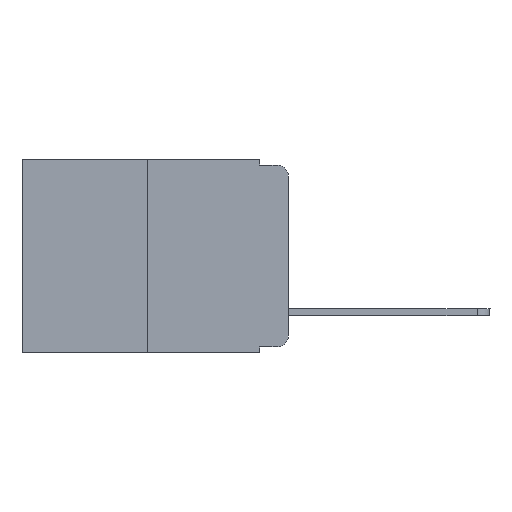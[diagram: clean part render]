
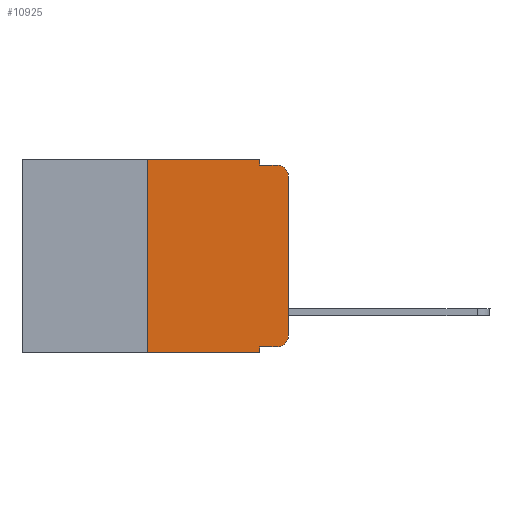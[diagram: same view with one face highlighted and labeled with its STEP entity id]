
A CAD part, left-side view. The second image highlights one B-rep face of the part: STEP entity #10925.
In plain terms, the highlighted planar face has unit normal (-1, 0, 0).
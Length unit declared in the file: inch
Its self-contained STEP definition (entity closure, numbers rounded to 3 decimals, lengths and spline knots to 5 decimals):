
#87 = VECTOR ( 'NONE', #14212, 39.37008 ) ;
#277 = DIRECTION ( 'NONE',  ( 0., -1., 0. ) ) ;
#1282 = CARTESIAN_POINT ( 'NONE',  ( 0., 0.051, -0.01 ) ) ;
#1313 = EDGE_CURVE ( 'NONE', #18314, #21841, #5343, .T. ) ;
#1486 = CARTESIAN_POINT ( 'NONE',  ( 0., 0.02, -0.333 ) ) ;
#1679 = PLANE ( 'NONE',  #6073 ) ;
#2312 = LINE ( 'NONE', #21890, #12787 ) ;
#2894 = CARTESIAN_POINT ( 'NONE',  ( 0., 0.051, 0. ) ) ;
#3042 = CIRCLE ( 'NONE', #16293, 0.02 ) ;
#3306 = CARTESIAN_POINT ( 'NONE',  ( 0., 0.473, 0. ) ) ;
#3865 = CARTESIAN_POINT ( 'NONE',  ( 0., 0.473, 0. ) ) ;
#4028 = EDGE_CURVE ( 'NONE', #9495, #17297, #14685, .T. ) ;
#4474 = DIRECTION ( 'NONE',  ( 0., 0., -1. ) ) ;
#4615 = ORIENTED_EDGE ( 'NONE', *, *, #1313, .T. ) ;
#5097 = CARTESIAN_POINT ( 'NONE',  ( 0., 0.02, -0.313 ) ) ;
#5343 = LINE ( 'NONE', #12479, #87 ) ;
#5776 = EDGE_CURVE ( 'NONE', #17297, #22178, #18101, .T. ) ;
#5815 = EDGE_CURVE ( 'NONE', #13146, #21841, #11760, .T. ) ;
#6073 = AXIS2_PLACEMENT_3D ( 'NONE', #3306, #17232, #22650 ) ;
#6140 = CARTESIAN_POINT ( 'NONE',  ( 0., 0.25, 0. ) ) ;
#6470 = VECTOR ( 'NONE', #15341, 39.37008 ) ;
#6496 = ORIENTED_EDGE ( 'NONE', *, *, #15180, .T. ) ;
#6504 = ORIENTED_EDGE ( 'NONE', *, *, #5815, .F. ) ;
#6591 = DIRECTION ( 'NONE',  ( 0., 0., 1. ) ) ;
#7182 = VERTEX_POINT ( 'NONE', #17934 ) ;
#7812 = ORIENTED_EDGE ( 'NONE', *, *, #8263, .T. ) ;
#8045 = CARTESIAN_POINT ( 'NONE',  ( 0., 0.02, -0.03 ) ) ;
#8110 = VERTEX_POINT ( 'NONE', #16834 ) ;
#8263 = EDGE_CURVE ( 'NONE', #10001, #18830, #3042, .T. ) ;
#8965 = CARTESIAN_POINT ( 'NONE',  ( 0., 0.25, -0.343 ) ) ;
#9199 = CARTESIAN_POINT ( 'NONE',  ( 0., 0.051, -0.01 ) ) ;
#9205 = EDGE_CURVE ( 'NONE', #13146, #10001, #15488, .T. ) ;
#9297 = ORIENTED_EDGE ( 'NONE', *, *, #20314, .F. ) ;
#9495 = VERTEX_POINT ( 'NONE', #6140 ) ;
#10001 = VERTEX_POINT ( 'NONE', #1486 ) ;
#10149 = VECTOR ( 'NONE', #16400, 39.37008 ) ;
#10289 = VECTOR ( 'NONE', #6591, 39.37008 ) ;
#10334 = EDGE_CURVE ( 'NONE', #8110, #7182, #21863, .T. ) ;
#10925 = ADVANCED_FACE ( 'NONE', ( #14019 ), #1679, .F. ) ;
#11533 = DIRECTION ( 'NONE',  ( 0., 0., -1. ) ) ;
#11760 = LINE ( 'NONE', #2894, #17166 ) ;
#11869 = LINE ( 'NONE', #14069, #10289 ) ;
#12067 = ORIENTED_EDGE ( 'NONE', *, *, #5776, .F. ) ;
#12353 = LINE ( 'NONE', #1282, #6470 ) ;
#12479 = CARTESIAN_POINT ( 'NONE',  ( 0., 0.473, -0.343 ) ) ;
#12787 = VECTOR ( 'NONE', #16599, 39.37008 ) ;
#13022 = EDGE_CURVE ( 'NONE', #22178, #7182, #12353, .T. ) ;
#13043 = AXIS2_PLACEMENT_3D ( 'NONE', #8045, #16893, #4474 ) ;
#13146 = VERTEX_POINT ( 'NONE', #17969 ) ;
#13174 = ORIENTED_EDGE ( 'NONE', *, *, #9205, .T. ) ;
#13739 = DIRECTION ( 'NONE',  ( -1., 0., 0. ) ) ;
#14019 = FACE_OUTER_BOUND ( 'NONE', #15504, .T. ) ;
#14069 = CARTESIAN_POINT ( 'NONE',  ( 0., 0.25, 0. ) ) ;
#14212 = DIRECTION ( 'NONE',  ( 0., -1., 0. ) ) ;
#14459 = CARTESIAN_POINT ( 'NONE',  ( 0., 0., -0.313 ) ) ;
#14479 = ORIENTED_EDGE ( 'NONE', *, *, #13022, .F. ) ;
#14664 = CARTESIAN_POINT ( 'NONE',  ( 0., 0.051, -0.343 ) ) ;
#14685 = LINE ( 'NONE', #3865, #15906 ) ;
#15180 = EDGE_CURVE ( 'NONE', #18830, #8110, #2312, .T. ) ;
#15341 = DIRECTION ( 'NONE',  ( 0., -1., 0. ) ) ;
#15488 = LINE ( 'NONE', #17318, #15575 ) ;
#15504 = EDGE_LOOP ( 'NONE', ( #6496, #19404, #14479, #12067, #18163, #9297, #4615, #6504, #13174, #7812 ) ) ;
#15575 = VECTOR ( 'NONE', #20885, 39.37008 ) ;
#15906 = VECTOR ( 'NONE', #277, 39.37008 ) ;
#16293 = AXIS2_PLACEMENT_3D ( 'NONE', #5097, #13739, #20626 ) ;
#16400 = DIRECTION ( 'NONE',  ( 0., 0., -1. ) ) ;
#16441 = CARTESIAN_POINT ( 'NONE',  ( 0., 0.051, 0. ) ) ;
#16599 = DIRECTION ( 'NONE',  ( 0., 0., 1. ) ) ;
#16834 = CARTESIAN_POINT ( 'NONE',  ( 0., 0., -0.03 ) ) ;
#16893 = DIRECTION ( 'NONE',  ( -1., 0., 0. ) ) ;
#17166 = VECTOR ( 'NONE', #11533, 39.37008 ) ;
#17232 = DIRECTION ( 'NONE',  ( 1., 0., 0. ) ) ;
#17297 = VERTEX_POINT ( 'NONE', #16441 ) ;
#17318 = CARTESIAN_POINT ( 'NONE',  ( 0., 0.051, -0.333 ) ) ;
#17934 = CARTESIAN_POINT ( 'NONE',  ( 0., 0.02, -0.01 ) ) ;
#17969 = CARTESIAN_POINT ( 'NONE',  ( 0., 0.051, -0.333 ) ) ;
#18101 = LINE ( 'NONE', #19839, #10149 ) ;
#18163 = ORIENTED_EDGE ( 'NONE', *, *, #4028, .F. ) ;
#18314 = VERTEX_POINT ( 'NONE', #8965 ) ;
#18830 = VERTEX_POINT ( 'NONE', #14459 ) ;
#19404 = ORIENTED_EDGE ( 'NONE', *, *, #10334, .T. ) ;
#19839 = CARTESIAN_POINT ( 'NONE',  ( 0., 0.051, 0. ) ) ;
#20314 = EDGE_CURVE ( 'NONE', #18314, #9495, #11869, .T. ) ;
#20626 = DIRECTION ( 'NONE',  ( 0., 0., -1. ) ) ;
#20885 = DIRECTION ( 'NONE',  ( 0., -1., 0. ) ) ;
#21841 = VERTEX_POINT ( 'NONE', #14664 ) ;
#21863 = CIRCLE ( 'NONE', #13043, 0.02 ) ;
#21890 = CARTESIAN_POINT ( 'NONE',  ( 0., 0., 0. ) ) ;
#22178 = VERTEX_POINT ( 'NONE', #9199 ) ;
#22650 = DIRECTION ( 'NONE',  ( 0., 0., -1. ) ) ;
